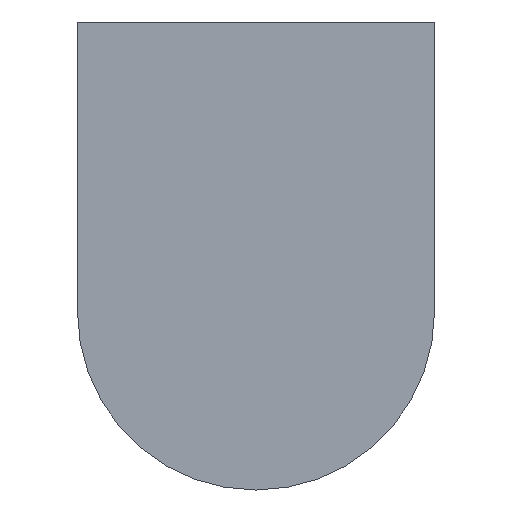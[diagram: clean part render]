
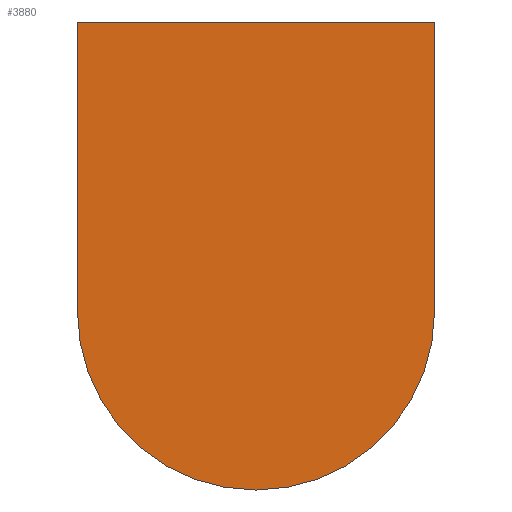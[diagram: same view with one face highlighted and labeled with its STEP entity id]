
A CAD part, front view. The second image highlights one B-rep face of the part: STEP entity #3880.
In plain terms, the highlighted planar face has unit normal (0, -1, 0).
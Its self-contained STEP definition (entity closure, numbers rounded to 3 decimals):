
#45 = EDGE_CURVE ( 'NONE', #4104, #5287, #1559, .T. ) ;
#137 = LINE ( 'NONE', #2999, #5038 ) ;
#209 = DIRECTION ( 'NONE',  ( 0., 0., -1. ) ) ;
#250 = DIRECTION ( 'NONE',  ( 0., 0., 1. ) ) ;
#1028 = LINE ( 'NONE', #4228, #1476 ) ;
#1150 = LINE ( 'NONE', #5600, #5850 ) ;
#1249 = CARTESIAN_POINT ( 'NONE',  ( -14.5, 0., -21.5 ) ) ;
#1262 = DIRECTION ( 'NONE',  ( 0., 1., 0. ) ) ;
#1412 = PLANE ( 'NONE',  #1585 ) ;
#1476 = VECTOR ( 'NONE', #4888, 1000. ) ;
#1559 = CIRCLE ( 'NONE', #2373, 14.5 ) ;
#1585 = AXIS2_PLACEMENT_3D ( 'NONE', #6373, #3632, #250 ) ;
#1662 = DIRECTION ( 'NONE',  ( 0., 1., 0. ) ) ;
#1858 = ORIENTED_EDGE ( 'NONE', *, *, #5337, .T. ) ;
#1987 = EDGE_CURVE ( 'NONE', #4571, #2517, #1028, .T. ) ;
#2175 = CARTESIAN_POINT ( 'NONE',  ( 14.5, 0., -21.5 ) ) ;
#2216 = CARTESIAN_POINT ( 'NONE',  ( 0., 0., -21.5 ) ) ;
#2243 = EDGE_LOOP ( 'NONE', ( #4283, #1858, #4581, #7129, #6520 ) ) ;
#2257 = AXIS2_PLACEMENT_3D ( 'NONE', #2216, #1662, #3952 ) ;
#2373 = AXIS2_PLACEMENT_3D ( 'NONE', #4643, #1262, #4672 ) ;
#2517 = VERTEX_POINT ( 'NONE', #6812 ) ;
#2724 = CIRCLE ( 'NONE', #2257, 14.5 ) ;
#2999 = CARTESIAN_POINT ( 'NONE',  ( 14.5, 0., 0. ) ) ;
#3632 = DIRECTION ( 'NONE',  ( 0., 1., 0. ) ) ;
#3850 = CARTESIAN_POINT ( 'NONE',  ( 0., 0., -36. ) ) ;
#3879 = DIRECTION ( 'NONE',  ( -1., 0., 0. ) ) ;
#3880 = ADVANCED_FACE ( 'NONE', ( #4828 ), #1412, .F. ) ;
#3952 = DIRECTION ( 'NONE',  ( 0., 0., 1. ) ) ;
#4104 = VERTEX_POINT ( 'NONE', #2175 ) ;
#4228 = CARTESIAN_POINT ( 'NONE',  ( -14.5, 0., -21.5 ) ) ;
#4261 = VERTEX_POINT ( 'NONE', #5901 ) ;
#4283 = ORIENTED_EDGE ( 'NONE', *, *, #5569, .F. ) ;
#4571 = VERTEX_POINT ( 'NONE', #1249 ) ;
#4581 = ORIENTED_EDGE ( 'NONE', *, *, #1987, .F. ) ;
#4643 = CARTESIAN_POINT ( 'NONE',  ( 0., 0., -21.5 ) ) ;
#4672 = DIRECTION ( 'NONE',  ( 0., 0., 1. ) ) ;
#4828 = FACE_OUTER_BOUND ( 'NONE', #2243, .T. ) ;
#4888 = DIRECTION ( 'NONE',  ( 0., 0., 1. ) ) ;
#5038 = VECTOR ( 'NONE', #209, 1000. ) ;
#5287 = VERTEX_POINT ( 'NONE', #3850 ) ;
#5337 = EDGE_CURVE ( 'NONE', #4261, #2517, #1150, .T. ) ;
#5352 = EDGE_CURVE ( 'NONE', #5287, #4571, #2724, .T. ) ;
#5569 = EDGE_CURVE ( 'NONE', #4261, #4104, #137, .T. ) ;
#5600 = CARTESIAN_POINT ( 'NONE',  ( -14.5, 0., 2.005 ) ) ;
#5850 = VECTOR ( 'NONE', #3879, 1000. ) ;
#5901 = CARTESIAN_POINT ( 'NONE',  ( 14.5, 0., 2.005 ) ) ;
#6373 = CARTESIAN_POINT ( 'NONE',  ( 0., 0., -21.5 ) ) ;
#6520 = ORIENTED_EDGE ( 'NONE', *, *, #45, .F. ) ;
#6812 = CARTESIAN_POINT ( 'NONE',  ( -14.5, 0., 2.005 ) ) ;
#7129 = ORIENTED_EDGE ( 'NONE', *, *, #5352, .F. ) ;
